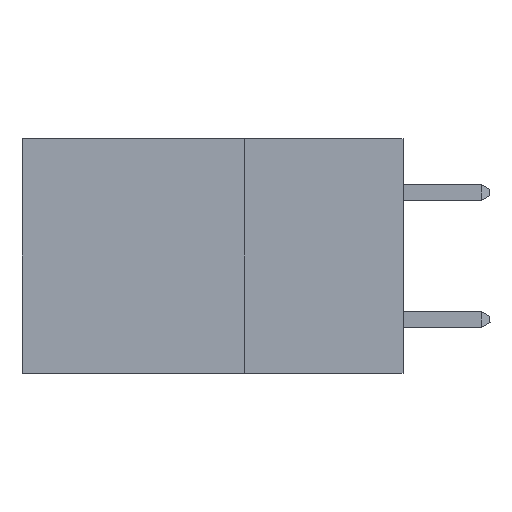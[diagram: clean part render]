
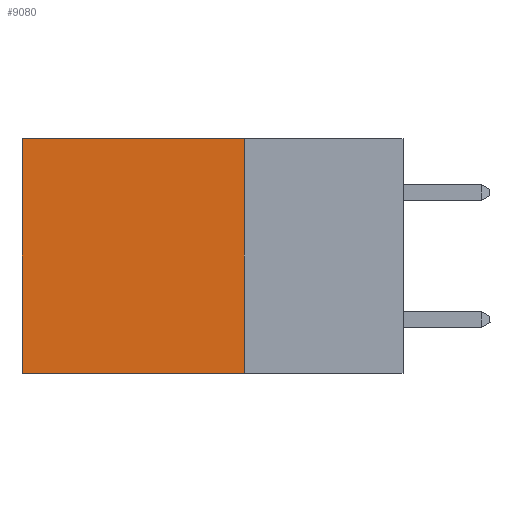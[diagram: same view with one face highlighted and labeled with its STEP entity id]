
A CAD part, left-side view. The second image highlights one B-rep face of the part: STEP entity #9080.
In plain terms, the highlighted planar face has unit normal (-1, 0, 0).
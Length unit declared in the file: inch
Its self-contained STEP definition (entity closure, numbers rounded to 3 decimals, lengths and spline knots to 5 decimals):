
#459 = VERTEX_POINT ( 'NONE', #6327 ) ;
#668 = LINE ( 'NONE', #3406, #8772 ) ;
#948 = EDGE_CURVE ( 'NONE', #2530, #459, #7653, .T. ) ;
#1620 = EDGE_LOOP ( 'NONE', ( #9361, #6060, #4680, #7381 ) ) ;
#1753 = CARTESIAN_POINT ( 'NONE',  ( 0.2875, 0.6, 0. ) ) ;
#1808 = DIRECTION ( 'NONE',  ( 0., 0., -1. ) ) ;
#2232 = CARTESIAN_POINT ( 'NONE',  ( 0.2875, 0.25, 0. ) ) ;
#2530 = VERTEX_POINT ( 'NONE', #4138 ) ;
#2614 = DIRECTION ( 'NONE',  ( 1., 0., 0. ) ) ;
#2693 = CARTESIAN_POINT ( 'NONE',  ( 0.2875, 0.6, 0. ) ) ;
#3015 = VERTEX_POINT ( 'NONE', #2693 ) ;
#3406 = CARTESIAN_POINT ( 'NONE',  ( 0.2875, 0.25, -0.37 ) ) ;
#3552 = FACE_OUTER_BOUND ( 'NONE', #1620, .T. ) ;
#4057 = LINE ( 'NONE', #8339, #5338 ) ;
#4138 = CARTESIAN_POINT ( 'NONE',  ( 0.2875, 0.25, 0. ) ) ;
#4680 = ORIENTED_EDGE ( 'NONE', *, *, #948, .F. ) ;
#5172 = VERTEX_POINT ( 'NONE', #6633 ) ;
#5338 = VECTOR ( 'NONE', #6290, 39.37008 ) ;
#5630 = DIRECTION ( 'NONE',  ( 0., 1., 0. ) ) ;
#5929 = VECTOR ( 'NONE', #7659, 39.37008 ) ;
#5977 = DIRECTION ( 'NONE',  ( 0., 0., -1. ) ) ;
#6060 = ORIENTED_EDGE ( 'NONE', *, *, #7254, .F. ) ;
#6290 = DIRECTION ( 'NONE',  ( 0., 1., 0. ) ) ;
#6306 = CARTESIAN_POINT ( 'NONE',  ( 0.2875, 0.25, 0. ) ) ;
#6327 = CARTESIAN_POINT ( 'NONE',  ( 0.2875, 0.25, -0.37 ) ) ;
#6339 = EDGE_CURVE ( 'NONE', #3015, #5172, #9031, .T. ) ;
#6633 = CARTESIAN_POINT ( 'NONE',  ( 0.2875, 0.6, -0.37 ) ) ;
#6931 = AXIS2_PLACEMENT_3D ( 'NONE', #6306, #2614, #1808 ) ;
#7254 = EDGE_CURVE ( 'NONE', #459, #5172, #668, .T. ) ;
#7381 = ORIENTED_EDGE ( 'NONE', *, *, #7692, .T. ) ;
#7653 = LINE ( 'NONE', #2232, #8009 ) ;
#7659 = DIRECTION ( 'NONE',  ( 0., 0., -1. ) ) ;
#7692 = EDGE_CURVE ( 'NONE', #2530, #3015, #4057, .T. ) ;
#8009 = VECTOR ( 'NONE', #5977, 39.37008 ) ;
#8339 = CARTESIAN_POINT ( 'NONE',  ( 0.2875, 0.25, 0. ) ) ;
#8481 = PLANE ( 'NONE',  #6931 ) ;
#8772 = VECTOR ( 'NONE', #5630, 39.37008 ) ;
#9031 = LINE ( 'NONE', #1753, #5929 ) ;
#9080 = ADVANCED_FACE ( 'NONE', ( #3552 ), #8481, .F. ) ;
#9361 = ORIENTED_EDGE ( 'NONE', *, *, #6339, .T. ) ;
